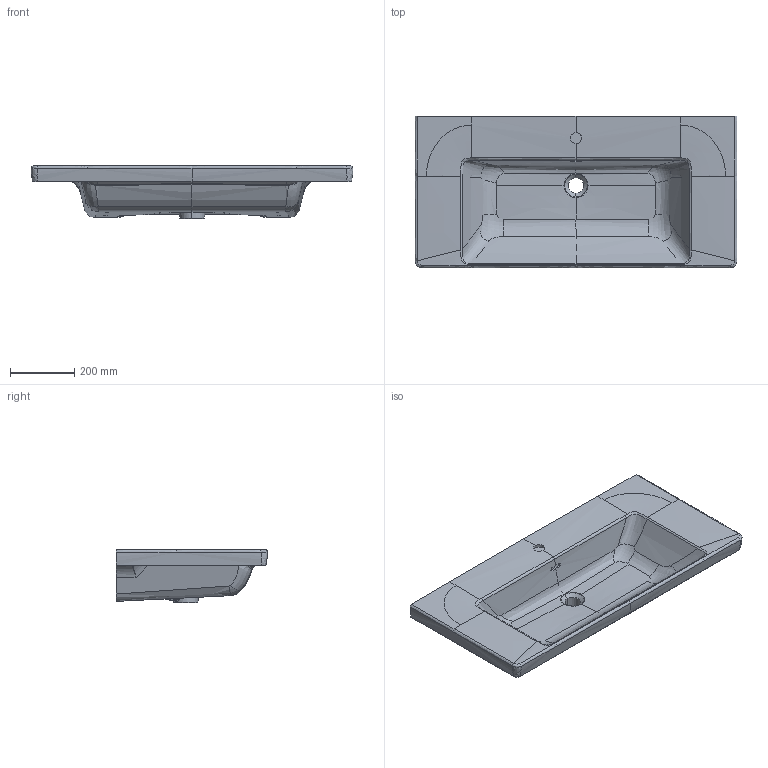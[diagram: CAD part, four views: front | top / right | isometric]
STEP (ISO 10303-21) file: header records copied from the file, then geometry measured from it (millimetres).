
FILE_DESCRIPTION(/* description */ (''),/* implementation_level */ '2;1');
FILE_NAME(/* name */ '4A70A5_4A70A3_4A70A2.stp',/* time_stamp */ '2020-03-26T13:36:21+01:00',/* author */ (''),/* organization */ (''),/* preprocessor_version */ 'ST-DEVELOPER v16.7',/* originating_system */ 'SIEMENS PLM Software NX 1863',/* authorisation */ '');
FILE_SCHEMA (('AUTOMOTIVE_DESIGN { 1 0 10303 214 3 1 1 1 }'));
Products named in the file (1): Sier2A70749Asgn4
Bounding box: 999.97 x 470.32 x 167.5 mm (x, y, z)
Volume: 28836106.5 mm3; surface area: 1371850.3 mm2
Topology: 1 solids, 1 shells, 216 faces, 654 edges, 427 vertices
Faces by surface type: bspline 158, cylinder 35, plane 17, sphere 2, cone 2, extrusion 2
Full cylindrical faces by diameter (mm): 35 x1
Entity records: 33937 total; most frequent: CARTESIAN_POINT 29585, ORIENTED_EDGE 1278, EDGE_CURVE 639, B_SPLINE_CURVE_WITH_KNOTS 458, VERTEX_POINT 426, DIRECTION 356, EDGE_LOOP 219, ADVANCED_FACE 216
